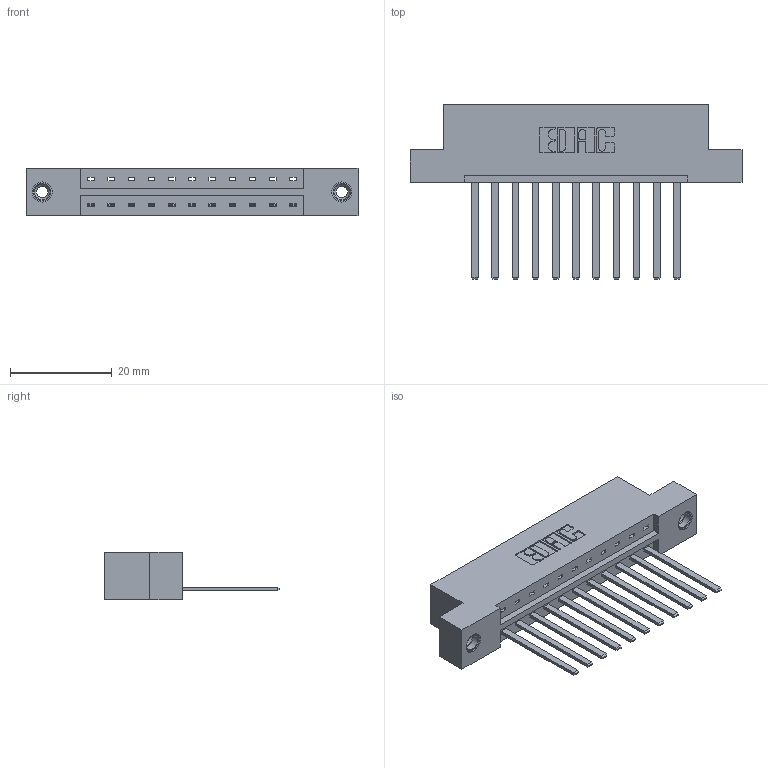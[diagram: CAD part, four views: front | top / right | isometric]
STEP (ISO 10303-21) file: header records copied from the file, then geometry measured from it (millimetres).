
FILE_DESCRIPTION (( 'STEP AP203' ), '1' );
FILE_NAME ('333-011-544-108.STEP', '2018-07-31T23:37:40', ( '' ), ( '' ), 'SwSTEP 2.0', 'SolidWorks 2016', '' );
FILE_SCHEMA (( 'CONFIG_CONTROL_DESIGN' ));
Length unit declared in the file: inch
Products named in the file (4): 333 Part_Flush - .156 Dia - TI; 345-292-001_345-293-144; 345-250-001_345-250-003-102; 333-011-544-108
Assembly tree (14 placements, depth 2):
  333-011-544-108
    333 Part_Flush - .156 Dia - TI
    345-292-001_345-293-144  x11
    345-250-001_345-250-003-102  x2
Bounding box: 65.13 x 34.3 x 9.4 mm (x, y, z)
Volume: 6407.8 mm3; surface area: 7170.2 mm2
Topology: 14 solids, 14 shells, 746 faces, 2185 edges, 1434 vertices
Faces by surface type: plane 520, cylinder 210, cone 12, torus 4
Entity records: 11736 total; most frequent: CARTESIAN_POINT 2010, ORIENTED_EDGE 1950, DIRECTION 1787, EDGE_CURVE 975, VECTOR 831, LINE 831, VERTEX_POINT 644, AXIS2_PLACEMENT_3D 478
